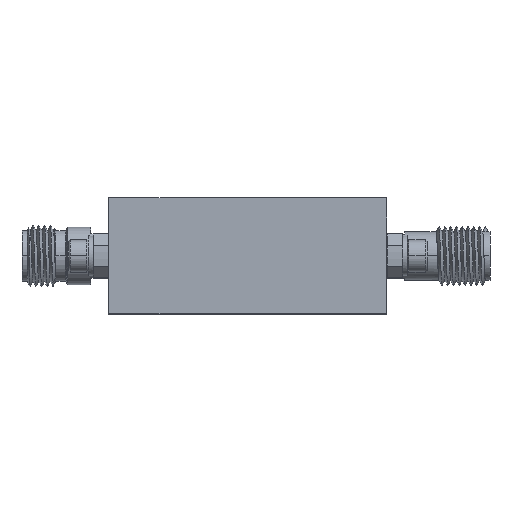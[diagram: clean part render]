
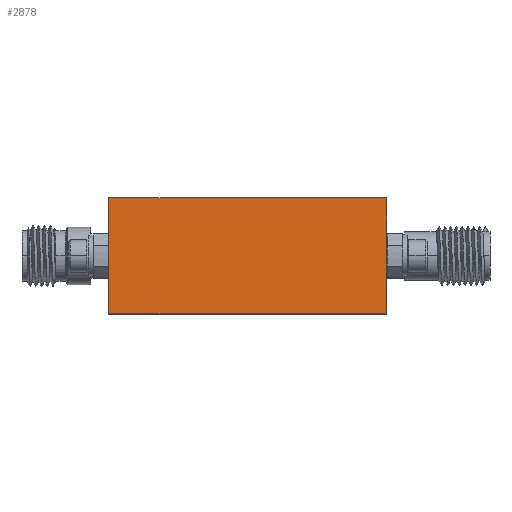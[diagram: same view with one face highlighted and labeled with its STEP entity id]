
A CAD part, top view. The second image highlights one B-rep face of the part: STEP entity #2878.
In plain terms, the highlighted planar face has unit normal (0, 0, 1).
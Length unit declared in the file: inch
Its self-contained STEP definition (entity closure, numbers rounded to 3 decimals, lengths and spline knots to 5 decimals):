
#55 = DIRECTION ( 'NONE',  ( -1., 0., 0. ) ) ;
#1121 = CARTESIAN_POINT ( 'NONE',  ( 0.6, 0.5, 0.6 ) ) ;
#1258 = ORIENTED_EDGE ( 'NONE', *, *, #16456, .T. ) ;
#1417 = LINE ( 'NONE', #17037, #12392 ) ;
#1446 = ORIENTED_EDGE ( 'NONE', *, *, #16706, .F. ) ;
#2299 = VERTEX_POINT ( 'NONE', #5958 ) ;
#2878 = ADVANCED_FACE ( 'Defeatured_0_10', ( #12037 ), #5493, .F. ) ;
#2933 = LINE ( 'NONE', #6440, #5713 ) ;
#3752 = CARTESIAN_POINT ( 'NONE',  ( 0.6, 0.5, 0.6 ) ) ;
#4514 = VERTEX_POINT ( 'NONE', #12206 ) ;
#4854 = EDGE_LOOP ( 'NONE', ( #1258, #1446, #14418, #14668 ) ) ;
#4891 = DIRECTION ( 'NONE',  ( 1., 0., 0. ) ) ;
#5493 = PLANE ( 'NONE',  #8312 ) ;
#5713 = VECTOR ( 'NONE', #9184, 39.37008 ) ;
#5958 = CARTESIAN_POINT ( 'NONE',  ( -0.6, 0., 0.6 ) ) ;
#6440 = CARTESIAN_POINT ( 'NONE',  ( 0.6, 0.5, 0.6 ) ) ;
#7307 = DIRECTION ( 'NONE',  ( 0., -1., 0. ) ) ;
#7622 = DIRECTION ( 'NONE',  ( 1., 0., 0. ) ) ;
#7756 = LINE ( 'NONE', #10125, #9037 ) ;
#8312 = AXIS2_PLACEMENT_3D ( 'NONE', #16493, #16601, #55 ) ;
#9037 = VECTOR ( 'NONE', #7307, 39.37008 ) ;
#9184 = DIRECTION ( 'NONE',  ( 0., -1., 0. ) ) ;
#9304 = EDGE_CURVE ( 'Defeatured_0_10+Defeatured_0_8+Defeatured_0_12+Defeatured_0_13', #16514, #2299, #7756, .T. ) ;
#10125 = CARTESIAN_POINT ( 'NONE',  ( -0.6, 0.5, 0.6 ) ) ;
#10291 = VECTOR ( 'NONE', #7622, 39.37008 ) ;
#11801 = LINE ( 'NONE', #3752, #10291 ) ;
#12028 = CARTESIAN_POINT ( 'NONE',  ( -0.6, 0.5, 0.6 ) ) ;
#12037 = FACE_OUTER_BOUND ( 'NONE', #4854, .T. ) ;
#12206 = CARTESIAN_POINT ( 'NONE',  ( 0.6, 0., 0.6 ) ) ;
#12392 = VECTOR ( 'NONE', #4891, 39.37008 ) ;
#13644 = EDGE_CURVE ( 'Defeatured_0_12+Defeatured_0_10+Defeatured_0_8+Defeatured_0_9', #16514, #15366, #11801, .T. ) ;
#14418 = ORIENTED_EDGE ( 'NONE', *, *, #13644, .F. ) ;
#14668 = ORIENTED_EDGE ( 'NONE', *, *, #9304, .T. ) ;
#15366 = VERTEX_POINT ( 'NONE', #1121 ) ;
#16456 = EDGE_CURVE ( 'Defeatured_0_10+Defeatured_0_13+Defeatured_0_8+Defeatured_0_9', #2299, #4514, #1417, .T. ) ;
#16493 = CARTESIAN_POINT ( 'NONE',  ( 0.6, 0.5, 0.6 ) ) ;
#16514 = VERTEX_POINT ( 'NONE', #12028 ) ;
#16601 = DIRECTION ( 'NONE',  ( 0., 0., -1. ) ) ;
#16706 = EDGE_CURVE ( 'Defeatured_0_9+Defeatured_0_10+Defeatured_0_12+Defeatured_0_13', #15366, #4514, #2933, .T. ) ;
#17037 = CARTESIAN_POINT ( 'NONE',  ( 0.6, 0., 0.6 ) ) ;
